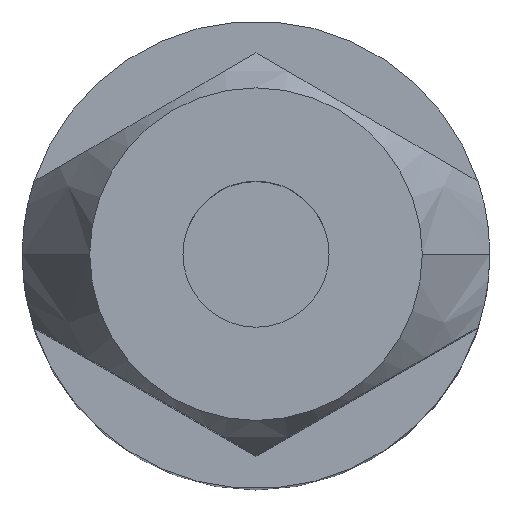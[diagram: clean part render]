
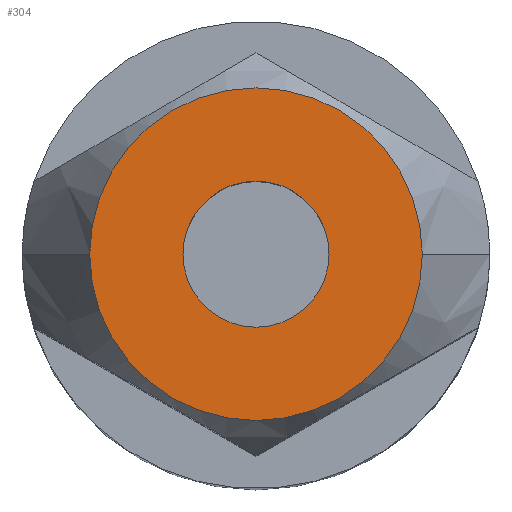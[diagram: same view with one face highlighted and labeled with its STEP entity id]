
A CAD part, top view. The second image highlights one B-rep face of the part: STEP entity #304.
In plain terms, the highlighted planar face has unit normal (0, 0, 1).
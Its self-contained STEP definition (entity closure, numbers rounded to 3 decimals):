
#3 = VERTEX_POINT ( 'NONE', #601 ) ;
#24 = CARTESIAN_POINT ( 'NONE',  ( 0., 0., 42. ) ) ;
#31 = CARTESIAN_POINT ( 'NONE',  ( -5.691, 0., 42. ) ) ;
#37 = CIRCLE ( 'NONE', #602, 5.691 ) ;
#55 = CARTESIAN_POINT ( 'NONE',  ( 0., 0., 42. ) ) ;
#77 = VERTEX_POINT ( 'NONE', #504 ) ;
#104 = FACE_BOUND ( 'NONE', #152, .T. ) ;
#111 = DIRECTION ( 'NONE',  ( 0., 0., 1. ) ) ;
#119 = DIRECTION ( 'NONE',  ( 1., 0., 0. ) ) ;
#152 = EDGE_LOOP ( 'NONE', ( #487, #403 ) ) ;
#197 = ORIENTED_EDGE ( 'NONE', *, *, #461, .T. ) ;
#207 = AXIS2_PLACEMENT_3D ( 'NONE', #222, #220, #537 ) ;
#208 = CIRCLE ( 'NONE', #394, 2.5 ) ;
#220 = DIRECTION ( 'NONE',  ( 0., 0., -1. ) ) ;
#222 = CARTESIAN_POINT ( 'NONE',  ( 5.691, 0., 42. ) ) ;
#233 = DIRECTION ( 'NONE',  ( 0., 0., 1. ) ) ;
#248 = EDGE_LOOP ( 'NONE', ( #197, #649 ) ) ;
#251 = AXIS2_PLACEMENT_3D ( 'NONE', #55, #319, #484 ) ;
#261 = VERTEX_POINT ( 'NONE', #455 ) ;
#262 = VERTEX_POINT ( 'NONE', #31 ) ;
#285 = DIRECTION ( 'NONE',  ( 0., 0., 1. ) ) ;
#289 = DIRECTION ( 'NONE',  ( 1., 0., 0. ) ) ;
#304 = ADVANCED_FACE ( 'NONE', ( #104, #596 ), #421, .F. ) ;
#312 = CIRCLE ( 'NONE', #405, 5.691 ) ;
#319 = DIRECTION ( 'NONE',  ( 0., 0., 1. ) ) ;
#322 = EDGE_CURVE ( 'NONE', #77, #261, #358, .T. ) ;
#330 = CARTESIAN_POINT ( 'NONE',  ( 0., 0., 42. ) ) ;
#358 = CIRCLE ( 'NONE', #251, 2.5 ) ;
#394 = AXIS2_PLACEMENT_3D ( 'NONE', #24, #111, #491 ) ;
#403 = ORIENTED_EDGE ( 'NONE', *, *, #322, .F. ) ;
#405 = AXIS2_PLACEMENT_3D ( 'NONE', #541, #233, #119 ) ;
#421 = PLANE ( 'NONE',  #207 ) ;
#447 = EDGE_CURVE ( 'NONE', #261, #77, #208, .T. ) ;
#455 = CARTESIAN_POINT ( 'NONE',  ( 2.5, 0., 42. ) ) ;
#461 = EDGE_CURVE ( 'NONE', #262, #3, #37, .T. ) ;
#484 = DIRECTION ( 'NONE',  ( 1., 0., 0. ) ) ;
#487 = ORIENTED_EDGE ( 'NONE', *, *, #447, .F. ) ;
#491 = DIRECTION ( 'NONE',  ( 1., 0., 0. ) ) ;
#504 = CARTESIAN_POINT ( 'NONE',  ( -2.5, 0., 42. ) ) ;
#537 = DIRECTION ( 'NONE',  ( -1., 0., 0. ) ) ;
#541 = CARTESIAN_POINT ( 'NONE',  ( 0., 0., 42. ) ) ;
#574 = EDGE_CURVE ( 'NONE', #3, #262, #312, .T. ) ;
#596 = FACE_OUTER_BOUND ( 'NONE', #248, .T. ) ;
#601 = CARTESIAN_POINT ( 'NONE',  ( 5.691, 0., 42. ) ) ;
#602 = AXIS2_PLACEMENT_3D ( 'NONE', #330, #285, #289 ) ;
#649 = ORIENTED_EDGE ( 'NONE', *, *, #574, .T. ) ;
